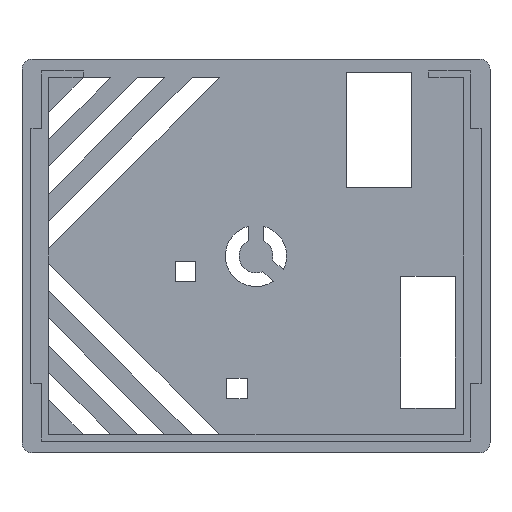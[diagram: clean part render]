
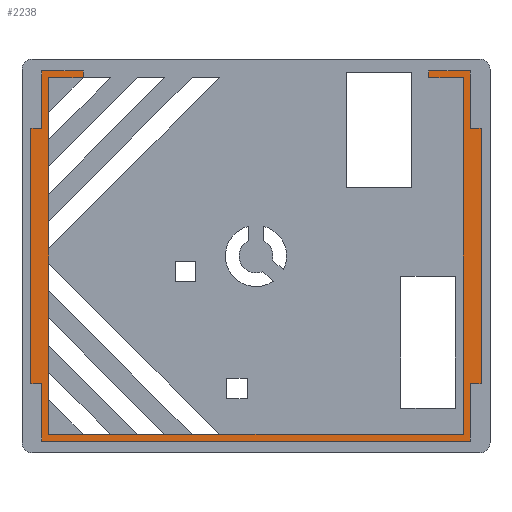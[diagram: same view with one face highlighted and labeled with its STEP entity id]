
A CAD part, front view. The second image highlights one B-rep face of the part: STEP entity #2238.
In plain terms, the highlighted planar face has unit normal (0, -1, 0).
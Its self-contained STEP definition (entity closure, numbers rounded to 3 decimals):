
#749=DIRECTION('',(0.,0.,-1.));
#750=VECTOR('',#749,1.);
#751=CARTESIAN_POINT('',(25.4,-7.,27.2));
#752=LINE('',#751,#750);
#753=DIRECTION('',(-1.,0.,0.));
#754=VECTOR('',#753,6.1);
#755=CARTESIAN_POINT('',(31.5,-7.,27.2));
#756=LINE('',#755,#754);
#757=DIRECTION('',(0.,0.,1.));
#758=VECTOR('',#757,8.45);
#759=CARTESIAN_POINT('',(31.5,-7.,18.75));
#760=LINE('',#759,#758);
#761=DIRECTION('',(-1.,0.,0.));
#762=VECTOR('',#761,1.6);
#763=CARTESIAN_POINT('',(33.1,-7.,18.75));
#764=LINE('',#763,#762);
#765=DIRECTION('',(0.,0.,1.));
#766=VECTOR('',#765,37.5);
#767=CARTESIAN_POINT('',(33.1,-7.,-18.75));
#768=LINE('',#767,#766);
#769=DIRECTION('',(1.,0.,0.));
#770=VECTOR('',#769,1.6);
#771=CARTESIAN_POINT('',(31.5,-7.,-18.75));
#772=LINE('',#771,#770);
#773=DIRECTION('',(0.,0.,1.));
#774=VECTOR('',#773,8.45);
#775=CARTESIAN_POINT('',(31.5,-7.,-27.2));
#776=LINE('',#775,#774);
#777=DIRECTION('',(1.,0.,0.));
#778=VECTOR('',#777,63.);
#779=CARTESIAN_POINT('',(-31.5,-7.,-27.2));
#780=LINE('',#779,#778);
#781=DIRECTION('',(0.,0.,-1.));
#782=VECTOR('',#781,8.45);
#783=CARTESIAN_POINT('',(-31.5,-7.,-18.75));
#784=LINE('',#783,#782);
#785=DIRECTION('',(1.,0.,0.));
#786=VECTOR('',#785,1.6);
#787=CARTESIAN_POINT('',(-33.1,-7.,-18.75));
#788=LINE('',#787,#786);
#789=DIRECTION('',(0.,0.,-1.));
#790=VECTOR('',#789,37.5);
#791=CARTESIAN_POINT('',(-33.1,-7.,18.75));
#792=LINE('',#791,#790);
#793=DIRECTION('',(-1.,0.,0.));
#794=VECTOR('',#793,1.6);
#795=CARTESIAN_POINT('',(-31.5,-7.,18.75));
#796=LINE('',#795,#794);
#797=DIRECTION('',(0.,0.,-1.));
#798=VECTOR('',#797,8.45);
#799=CARTESIAN_POINT('',(-31.5,-7.,27.2));
#800=LINE('',#799,#798);
#801=DIRECTION('',(-1.,0.,0.));
#802=VECTOR('',#801,6.1);
#803=CARTESIAN_POINT('',(-25.4,-7.,27.2));
#804=LINE('',#803,#802);
#805=DIRECTION('',(0.,0.,-1.));
#806=VECTOR('',#805,1.);
#807=CARTESIAN_POINT('',(-25.4,-7.,27.2));
#808=LINE('',#807,#806);
#809=DIRECTION('',(1.,0.,0.));
#810=VECTOR('',#809,5.1);
#811=CARTESIAN_POINT('',(-30.5,-7.,26.2));
#812=LINE('',#811,#810);
#813=DIRECTION('',(0.,0.,1.));
#814=VECTOR('',#813,52.4);
#815=CARTESIAN_POINT('',(-30.5,-7.,-26.2));
#816=LINE('',#815,#814);
#817=DIRECTION('',(-1.,0.,0.));
#818=VECTOR('',#817,61.);
#819=CARTESIAN_POINT('',(30.5,-7.,-26.2));
#820=LINE('',#819,#818);
#821=DIRECTION('',(0.,0.,-1.));
#822=VECTOR('',#821,52.4);
#823=CARTESIAN_POINT('',(30.5,-7.,26.2));
#824=LINE('',#823,#822);
#825=DIRECTION('',(1.,0.,0.));
#826=VECTOR('',#825,5.1);
#827=CARTESIAN_POINT('',(25.4,-7.,26.2));
#828=LINE('',#827,#826);
#929=CARTESIAN_POINT('',(-31.5,-7.,-18.75));
#930=CARTESIAN_POINT('',(-31.5,-7.,-27.2));
#931=VERTEX_POINT('',#929);
#932=VERTEX_POINT('',#930);
#933=CARTESIAN_POINT('',(-33.1,-7.,-18.75));
#934=VERTEX_POINT('',#933);
#935=CARTESIAN_POINT('',(-33.1,-7.,18.75));
#936=VERTEX_POINT('',#935);
#937=CARTESIAN_POINT('',(-31.5,-7.,18.75));
#938=VERTEX_POINT('',#937);
#939=CARTESIAN_POINT('',(-31.5,-7.,27.2));
#940=VERTEX_POINT('',#939);
#941=CARTESIAN_POINT('',(31.5,-7.,18.75));
#942=CARTESIAN_POINT('',(31.5,-7.,27.2));
#943=VERTEX_POINT('',#941);
#944=VERTEX_POINT('',#942);
#945=CARTESIAN_POINT('',(33.1,-7.,18.75));
#946=VERTEX_POINT('',#945);
#947=CARTESIAN_POINT('',(33.1,-7.,-18.75));
#948=VERTEX_POINT('',#947);
#949=CARTESIAN_POINT('',(31.5,-7.,-18.75));
#950=VERTEX_POINT('',#949);
#951=CARTESIAN_POINT('',(31.5,-7.,-27.2));
#952=VERTEX_POINT('',#951);
#953=CARTESIAN_POINT('',(30.5,-7.,-26.2));
#954=CARTESIAN_POINT('',(-30.5,-7.,-26.2));
#955=VERTEX_POINT('',#953);
#956=VERTEX_POINT('',#954);
#957=CARTESIAN_POINT('',(30.5,-7.,26.2));
#958=VERTEX_POINT('',#957);
#959=CARTESIAN_POINT('',(-30.5,-7.,26.2));
#960=VERTEX_POINT('',#959);
#1053=CARTESIAN_POINT('',(25.4,-7.,27.2));
#1054=CARTESIAN_POINT('',(25.4,-7.,26.2));
#1055=VERTEX_POINT('',#1053);
#1056=VERTEX_POINT('',#1054);
#1057=CARTESIAN_POINT('',(-25.4,-7.,27.2));
#1058=CARTESIAN_POINT('',(-25.4,-7.,26.2));
#1059=VERTEX_POINT('',#1057);
#1060=VERTEX_POINT('',#1058);
#2197=CARTESIAN_POINT('',(0.,-7.,0.));
#2198=DIRECTION('',(0.,1.,0.));
#2199=DIRECTION('',(1.,0.,0.));
#2200=AXIS2_PLACEMENT_3D('',#2197,#2198,#2199);
#2201=PLANE('',#2200);
#2202=ORIENTED_EDGE('',*,*,#2188,.F.);
#2204=ORIENTED_EDGE('',*,*,#2203,.F.);
#2206=ORIENTED_EDGE('',*,*,#2205,.F.);
#2208=ORIENTED_EDGE('',*,*,#2207,.F.);
#2210=ORIENTED_EDGE('',*,*,#2209,.F.);
#2212=ORIENTED_EDGE('',*,*,#2211,.F.);
#2214=ORIENTED_EDGE('',*,*,#2213,.F.);
#2216=ORIENTED_EDGE('',*,*,#2215,.F.);
#2218=ORIENTED_EDGE('',*,*,#2217,.F.);
#2220=ORIENTED_EDGE('',*,*,#2219,.F.);
#2222=ORIENTED_EDGE('',*,*,#2221,.F.);
#2224=ORIENTED_EDGE('',*,*,#2223,.F.);
#2226=ORIENTED_EDGE('',*,*,#2225,.F.);
#2228=ORIENTED_EDGE('',*,*,#2227,.F.);
#2230=ORIENTED_EDGE('',*,*,#2229,.T.);
#2231=ORIENTED_EDGE('',*,*,#2176,.F.);
#2232=ORIENTED_EDGE('',*,*,#2031,.F.);
#2233=ORIENTED_EDGE('',*,*,#2093,.F.);
#2234=ORIENTED_EDGE('',*,*,#2150,.F.);
#2235=ORIENTED_EDGE('',*,*,#2162,.F.);
#2236=EDGE_LOOP('',(#2202,#2204,#2206,#2208,#2210,#2212,#2214,#2216,#2218,#2220,
#2222,#2224,#2226,#2228,#2230,#2231,#2232,#2233,#2234,#2235));
#2237=FACE_OUTER_BOUND('',#2236,.F.);
#2238=ADVANCED_FACE('',(#2237),#2201,.F.);
#2031=EDGE_CURVE('',#956,#960,#816,.T.);
#2093=EDGE_CURVE('',#955,#956,#820,.T.);
#2150=EDGE_CURVE('',#958,#955,#824,.T.);
#2162=EDGE_CURVE('',#1056,#958,#828,.T.);
#2176=EDGE_CURVE('',#960,#1060,#812,.T.);
#2188=EDGE_CURVE('',#1055,#1056,#752,.T.);
#2203=EDGE_CURVE('',#944,#1055,#756,.T.);
#2205=EDGE_CURVE('',#943,#944,#760,.T.);
#2207=EDGE_CURVE('',#946,#943,#764,.T.);
#2209=EDGE_CURVE('',#948,#946,#768,.T.);
#2211=EDGE_CURVE('',#950,#948,#772,.T.);
#2213=EDGE_CURVE('',#952,#950,#776,.T.);
#2215=EDGE_CURVE('',#932,#952,#780,.T.);
#2217=EDGE_CURVE('',#931,#932,#784,.T.);
#2219=EDGE_CURVE('',#934,#931,#788,.T.);
#2221=EDGE_CURVE('',#936,#934,#792,.T.);
#2223=EDGE_CURVE('',#938,#936,#796,.T.);
#2225=EDGE_CURVE('',#940,#938,#800,.T.);
#2227=EDGE_CURVE('',#1059,#940,#804,.T.);
#2229=EDGE_CURVE('',#1059,#1060,#808,.T.);
